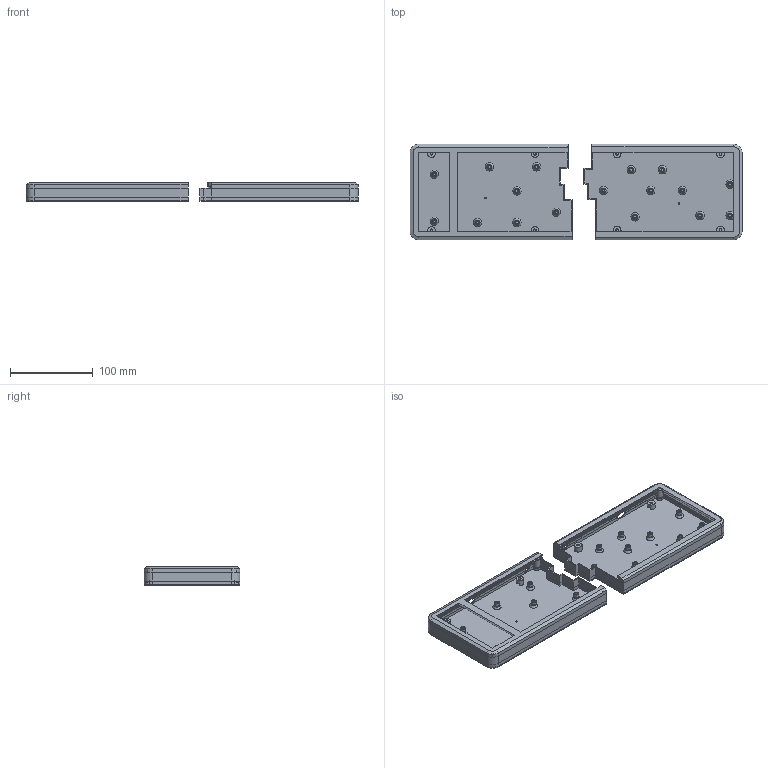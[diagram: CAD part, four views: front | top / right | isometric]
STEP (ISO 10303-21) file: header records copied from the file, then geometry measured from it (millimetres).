
FILE_DESCRIPTION(/* description */ (''),/* implementation_level */ '2;1');
FILE_NAME(/* name */ 'Quefrency V2 Case.step',/* time_stamp */ '2020-10-28T21:21:58-04:00',/* author */ (''),/* organization */ (''),/* preprocessor_version */ 'ST-DEVELOPER v18.1',/* originating_system */ 'Autodesk Translation Framework v9.3.0.1241',/* authorisation */ '');
FILE_SCHEMA (('AUTOMOTIVE_DESIGN { 1 0 10303 214 3 1 1 }'));
Length unit declared in the file: millimetre
Products named in the file (3): Quefrency V2 Case; Left Case; Right Case
Assembly tree (2 placements, depth 2):
  Quefrency V2 Case
    Left Case
    Right Case
Bounding box: 401.46 x 115.54 x 22.5 mm (x, y, z)
Volume: 152527.1 mm3; surface area: 175501.4 mm2
Topology: 8 solids, 16 shells, 657 faces, 1639 edges, 1078 vertices
Faces by surface type: plane 413, cylinder 186, cone 45, bspline 13
Full cylindrical faces by diameter (mm): 1.5 x8, 2.146 x1, 3.1 x40, 3.3 x17, 6 x50, 9 x4, 9.5 x4
Entity records: 20584 total; most frequent: CARTESIAN_POINT 4392, DIRECTION 3333, ORIENTED_EDGE 3278, EDGE_CURVE 1639, AXIS2_PLACEMENT_3D 1133, VERTEX_POINT 1078, LINE 1067, VECTOR 1067
